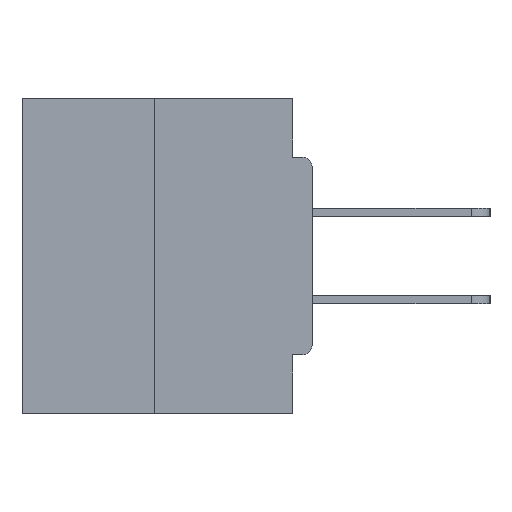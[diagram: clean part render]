
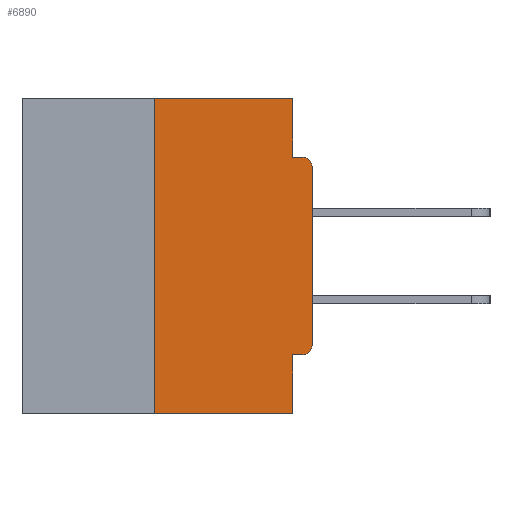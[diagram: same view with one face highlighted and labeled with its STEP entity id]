
A CAD part, left-side view. The second image highlights one B-rep face of the part: STEP entity #6890.
In plain terms, the highlighted planar face has unit normal (-1, 0, 0).
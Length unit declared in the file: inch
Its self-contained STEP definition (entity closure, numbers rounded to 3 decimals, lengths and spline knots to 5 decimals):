
#471 = ORIENTED_EDGE ( 'NONE', *, *, #29808, .T. ) ;
#1787 = CARTESIAN_POINT ( 'NONE',  ( 0., 0., -0.1085 ) ) ;
#2071 = DIRECTION ( 'NONE',  ( 0., -1., 0. ) ) ;
#2988 = CARTESIAN_POINT ( 'NONE',  ( 0., 0., -0.4065 ) ) ;
#3453 = CARTESIAN_POINT ( 'NONE',  ( 0., 0.015, -0.4065 ) ) ;
#3543 = CARTESIAN_POINT ( 'NONE',  ( 0., 0.031, 0. ) ) ;
#3839 = DIRECTION ( 'NONE',  ( 0., 0., 1. ) ) ;
#4397 = CIRCLE ( 'NONE', #18437, 0.015 ) ;
#4482 = LINE ( 'NONE', #4771, #6781 ) ;
#4771 = CARTESIAN_POINT ( 'NONE',  ( 0., 0.46, -0.5 ) ) ;
#4832 = VECTOR ( 'NONE', #3839, 39.37008 ) ;
#5219 = CARTESIAN_POINT ( 'NONE',  ( 0., 0.031, -0.5 ) ) ;
#5681 = ORIENTED_EDGE ( 'NONE', *, *, #24699, .F. ) ;
#6416 = CARTESIAN_POINT ( 'NONE',  ( 0., 0.015, -0.3915 ) ) ;
#6781 = VECTOR ( 'NONE', #24581, 39.37008 ) ;
#6890 = ADVANCED_FACE ( 'NONE', ( #14373 ), #29844, .F. ) ;
#7622 = DIRECTION ( 'NONE',  ( -1., 0., 0. ) ) ;
#8460 = CARTESIAN_POINT ( 'NONE',  ( 0., 0., -0.3915 ) ) ;
#9399 = VERTEX_POINT ( 'NONE', #22978 ) ;
#9604 = DIRECTION ( 'NONE',  ( 1., 0., 0. ) ) ;
#10150 = VECTOR ( 'NONE', #27044, 39.37008 ) ;
#10256 = EDGE_CURVE ( 'NONE', #25179, #31938, #13450, .T. ) ;
#10343 = CARTESIAN_POINT ( 'NONE',  ( 0., 0.25, 0. ) ) ;
#10465 = ORIENTED_EDGE ( 'NONE', *, *, #27773, .F. ) ;
#10489 = VERTEX_POINT ( 'NONE', #20298 ) ;
#10683 = ORIENTED_EDGE ( 'NONE', *, *, #17219, .F. ) ;
#11072 = DIRECTION ( 'NONE',  ( 0., 1., 0. ) ) ;
#11264 = ORIENTED_EDGE ( 'NONE', *, *, #21047, .T. ) ;
#11785 = ORIENTED_EDGE ( 'NONE', *, *, #19677, .F. ) ;
#12270 = VERTEX_POINT ( 'NONE', #8460 ) ;
#12756 = ORIENTED_EDGE ( 'NONE', *, *, #28966, .T. ) ;
#13192 = CARTESIAN_POINT ( 'NONE',  ( 0., 0.031, 0. ) ) ;
#13450 = LINE ( 'NONE', #17035, #28234 ) ;
#13500 = DIRECTION ( 'NONE',  ( -1., 0., 0. ) ) ;
#13643 = CARTESIAN_POINT ( 'NONE',  ( 0., 0.031, -0.4065 ) ) ;
#14004 = LINE ( 'NONE', #24750, #10150 ) ;
#14078 = LINE ( 'NONE', #26143, #4832 ) ;
#14157 = LINE ( 'NONE', #3543, #23489 ) ;
#14219 = VERTEX_POINT ( 'NONE', #3453 ) ;
#14233 = DIRECTION ( 'NONE',  ( 0., 0., -1. ) ) ;
#14373 = FACE_OUTER_BOUND ( 'NONE', #17681, .T. ) ;
#15018 = DIRECTION ( 'NONE',  ( 0., 0., -1. ) ) ;
#15487 = VERTEX_POINT ( 'NONE', #30356 ) ;
#16576 = LINE ( 'NONE', #2988, #30982 ) ;
#17035 = CARTESIAN_POINT ( 'NONE',  ( 0., 0.031, -0.5 ) ) ;
#17131 = EDGE_CURVE ( 'NONE', #15487, #31938, #4482, .T. ) ;
#17132 = CARTESIAN_POINT ( 'NONE',  ( 0., 0.46, 0. ) ) ;
#17219 = EDGE_CURVE ( 'NONE', #15487, #10489, #23414, .T. ) ;
#17681 = EDGE_LOOP ( 'NONE', ( #28568, #10683, #19568, #30258, #5681, #11264, #12756, #471, #11785, #10465 ) ) ;
#18198 = VECTOR ( 'NONE', #2071, 39.37008 ) ;
#18437 = AXIS2_PLACEMENT_3D ( 'NONE', #6416, #13500, #26220 ) ;
#19205 = EDGE_CURVE ( 'NONE', #10489, #27483, #14004, .T. ) ;
#19568 = ORIENTED_EDGE ( 'NONE', *, *, #17131, .T. ) ;
#19677 = EDGE_CURVE ( 'NONE', #9399, #24712, #26433, .T. ) ;
#20298 = CARTESIAN_POINT ( 'NONE',  ( 0., 0.25, 0. ) ) ;
#20677 = VECTOR ( 'NONE', #25192, 39.37008 ) ;
#20793 = DIRECTION ( 'NONE',  ( 0., 0., -1. ) ) ;
#21047 = EDGE_CURVE ( 'NONE', #14219, #12270, #4397, .T. ) ;
#22647 = CARTESIAN_POINT ( 'NONE',  ( 0., 0.015, -0.1085 ) ) ;
#22978 = CARTESIAN_POINT ( 'NONE',  ( 0., 0.031, -0.0935 ) ) ;
#23414 = LINE ( 'NONE', #10343, #20677 ) ;
#23489 = VECTOR ( 'NONE', #20793, 39.37008 ) ;
#24581 = DIRECTION ( 'NONE',  ( 0., -1., 0. ) ) ;
#24699 = EDGE_CURVE ( 'NONE', #14219, #25179, #16576, .T. ) ;
#24712 = VERTEX_POINT ( 'NONE', #25819 ) ;
#24750 = CARTESIAN_POINT ( 'NONE',  ( 0., 0.46, 0. ) ) ;
#25179 = VERTEX_POINT ( 'NONE', #13643 ) ;
#25192 = DIRECTION ( 'NONE',  ( 0., 0., 1. ) ) ;
#25336 = VERTEX_POINT ( 'NONE', #1787 ) ;
#25338 = AXIS2_PLACEMENT_3D ( 'NONE', #17132, #9604, #26974 ) ;
#25505 = AXIS2_PLACEMENT_3D ( 'NONE', #22647, #7622, #15018 ) ;
#25819 = CARTESIAN_POINT ( 'NONE',  ( 0., 0.015, -0.0935 ) ) ;
#26143 = CARTESIAN_POINT ( 'NONE',  ( 0., 0., 0. ) ) ;
#26220 = DIRECTION ( 'NONE',  ( 0., 0., -1. ) ) ;
#26433 = LINE ( 'NONE', #31509, #18198 ) ;
#26974 = DIRECTION ( 'NONE',  ( 0., 0., -1. ) ) ;
#27044 = DIRECTION ( 'NONE',  ( 0., -1., 0. ) ) ;
#27483 = VERTEX_POINT ( 'NONE', #13192 ) ;
#27773 = EDGE_CURVE ( 'NONE', #27483, #9399, #14157, .T. ) ;
#28234 = VECTOR ( 'NONE', #14233, 39.37008 ) ;
#28568 = ORIENTED_EDGE ( 'NONE', *, *, #19205, .F. ) ;
#28966 = EDGE_CURVE ( 'NONE', #12270, #25336, #14078, .T. ) ;
#28997 = CIRCLE ( 'NONE', #25505, 0.015 ) ;
#29808 = EDGE_CURVE ( 'NONE', #25336, #24712, #28997, .T. ) ;
#29844 = PLANE ( 'NONE',  #25338 ) ;
#30258 = ORIENTED_EDGE ( 'NONE', *, *, #10256, .F. ) ;
#30356 = CARTESIAN_POINT ( 'NONE',  ( 0., 0.25, -0.5 ) ) ;
#30982 = VECTOR ( 'NONE', #11072, 39.37008 ) ;
#31509 = CARTESIAN_POINT ( 'NONE',  ( 0., 0., -0.0935 ) ) ;
#31938 = VERTEX_POINT ( 'NONE', #5219 ) ;
